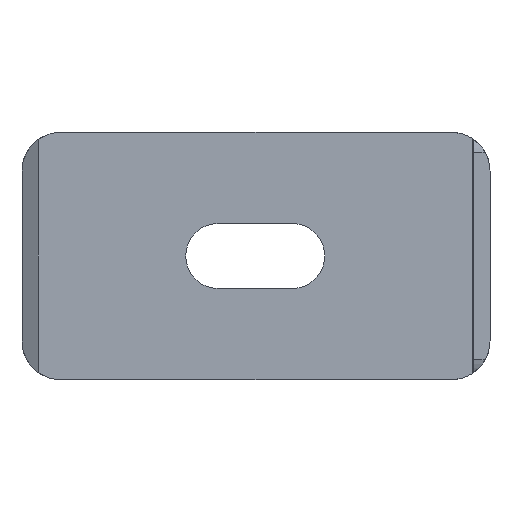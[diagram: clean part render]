
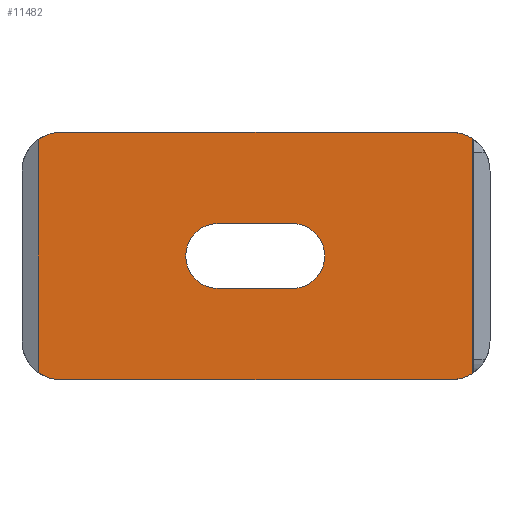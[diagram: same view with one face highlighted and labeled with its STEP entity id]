
A CAD part, front view. The second image highlights one B-rep face of the part: STEP entity #11482.
In plain terms, the highlighted planar face has unit normal (0, -1, 0).
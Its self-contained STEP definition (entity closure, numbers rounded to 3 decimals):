
#641=CARTESIAN_POINT('',(-2.4,0.,0.));
#642=DIRECTION('',(0.,1.,0.));
#643=DIRECTION('',(0.,0.,-1.));
#644=AXIS2_PLACEMENT_3D('',#641,#642,#643);
#680=DIRECTION('',(1.,0.,0.));
#681=VECTOR('',#680,4.8);
#682=CARTESIAN_POINT('',(-2.4,0.,-2.1));
#683=LINE('',#682,#681);
#684=CARTESIAN_POINT('',(2.4,0.,0.));
#685=DIRECTION('',(0.,-1.,0.));
#686=DIRECTION('',(0.,0.,-1.));
#687=AXIS2_PLACEMENT_3D('',#684,#685,#686);
#689=DIRECTION('',(-1.,0.,0.));
#690=VECTOR('',#689,4.8);
#691=CARTESIAN_POINT('',(2.4,0.,2.1));
#692=LINE('',#691,#690);
#693=CARTESIAN_POINT('',(-12.6,0.,-5.5));
#694=DIRECTION('',(0.,-1.,0.));
#695=DIRECTION('',(-0.58,0.,-0.815));
#696=AXIS2_PLACEMENT_3D('',#693,#694,#695);
#698=CARTESIAN_POINT('',(-12.6,0.,5.5));
#699=DIRECTION('',(0.,-1.,0.));
#700=DIRECTION('',(0.,0.,1.));
#701=AXIS2_PLACEMENT_3D('',#698,#699,#700);
#703=CARTESIAN_POINT('',(12.7,0.,5.5));
#704=DIRECTION('',(0.,-1.,0.));
#705=DIRECTION('',(0.54,0.,0.842));
#706=AXIS2_PLACEMENT_3D('',#703,#704,#705);
#708=DIRECTION('',(0.,0.,1.));
#709=VECTOR('',#708,15.208);
#710=CARTESIAN_POINT('',(14.05,0.,-7.604));
#711=LINE('',#710,#709);
#712=CARTESIAN_POINT('',(12.7,0.,-5.5));
#713=DIRECTION('',(0.,-1.,0.));
#714=DIRECTION('',(0.,0.,-1.));
#715=AXIS2_PLACEMENT_3D('',#712,#713,#714);
#717=DIRECTION('',(1.,0.,0.));
#718=VECTOR('',#717,25.3);
#719=CARTESIAN_POINT('',(-12.6,0.,-8.));
#720=LINE('',#719,#718);
#4691=DIRECTION('',(-1.,0.,0.));
#4692=VECTOR('',#4691,25.3);
#4693=CARTESIAN_POINT('',(12.7,0.,8.));
#4694=LINE('',#4693,#4692);
#4695=DIRECTION('',(0.,0.,1.));
#4696=VECTOR('',#4695,15.073);
#4697=CARTESIAN_POINT('',(-14.05,0.,-7.537));
#4698=LINE('',#4697,#4696);
#8268=CARTESIAN_POINT('',(12.7,0.,-8.));
#8270=VERTEX_POINT('',#8268);
#8272=CARTESIAN_POINT('',(14.05,0.,-7.604));
#8273=VERTEX_POINT('',#8272);
#8276=CARTESIAN_POINT('',(14.05,0.,7.604));
#8278=VERTEX_POINT('',#8276);
#8280=CARTESIAN_POINT('',(12.7,0.,8.));
#8281=VERTEX_POINT('',#8280);
#8752=CARTESIAN_POINT('',(-12.6,0.,8.));
#8754=VERTEX_POINT('',#8752);
#8756=CARTESIAN_POINT('',(-14.05,0.,7.537));
#8757=VERTEX_POINT('',#8756);
#8764=CARTESIAN_POINT('',(-14.05,0.,-7.537));
#8765=VERTEX_POINT('',#8764);
#8768=CARTESIAN_POINT('',(-12.6,0.,-8.));
#8769=VERTEX_POINT('',#8768);
#9786=CARTESIAN_POINT('',(-2.4,0.,-2.1));
#9787=CARTESIAN_POINT('',(2.4,0.,-2.1));
#9788=VERTEX_POINT('',#9786);
#9789=VERTEX_POINT('',#9787);
#9790=CARTESIAN_POINT('',(2.4,0.,2.1));
#9791=CARTESIAN_POINT('',(-2.4,0.,2.1));
#9792=VERTEX_POINT('',#9790);
#9793=VERTEX_POINT('',#9791);
#11453=CARTESIAN_POINT('',(-27.551,0.,0.));
#11454=DIRECTION('',(0.,-1.,0.));
#11455=DIRECTION('',(-1.,0.,0.));
#11456=AXIS2_PLACEMENT_3D('',#11453,#11454,#11455);
#11457=PLANE('',#11456);
#11459=ORIENTED_EDGE('',*,*,#11458,.F.);
#11461=ORIENTED_EDGE('',*,*,#11460,.F.);
#11463=ORIENTED_EDGE('',*,*,#11462,.T.);
#11465=ORIENTED_EDGE('',*,*,#11464,.F.);
#11467=ORIENTED_EDGE('',*,*,#11466,.F.);
#11469=ORIENTED_EDGE('',*,*,#11468,.F.);
#11471=ORIENTED_EDGE('',*,*,#11470,.F.);
#11473=ORIENTED_EDGE('',*,*,#11472,.F.);
#11474=EDGE_LOOP('',(#11459,#11461,#11463,#11465,#11467,#11469,#11471,#11473));
#11475=FACE_OUTER_BOUND('',#11474,.F.);
#11476=ORIENTED_EDGE('',*,*,#11419,.T.);
#11477=ORIENTED_EDGE('',*,*,#11433,.T.);
#11478=ORIENTED_EDGE('',*,*,#11446,.T.);
#11479=ORIENTED_EDGE('',*,*,#11404,.F.);
#11480=EDGE_LOOP('',(#11476,#11477,#11478,#11479));
#11481=FACE_BOUND('',#11480,.F.);
#11482=ADVANCED_FACE('',(#11475,#11481),#11457,.T.);
#645=CIRCLE('',#644,2.1);
#688=CIRCLE('',#687,2.1);
#697=CIRCLE('',#696,2.5);
#702=CIRCLE('',#701,2.5);
#707=CIRCLE('',#706,2.5);
#716=CIRCLE('',#715,2.5);
#11404=EDGE_CURVE('',#9788,#9793,#645,.T.);
#11419=EDGE_CURVE('',#9788,#9789,#683,.T.);
#11433=EDGE_CURVE('',#9789,#9792,#688,.T.);
#11446=EDGE_CURVE('',#9792,#9793,#692,.T.);
#11458=EDGE_CURVE('',#8769,#8270,#720,.T.);
#11460=EDGE_CURVE('',#8765,#8769,#697,.T.);
#11462=EDGE_CURVE('',#8765,#8757,#4698,.T.);
#11464=EDGE_CURVE('',#8754,#8757,#702,.T.);
#11466=EDGE_CURVE('',#8281,#8754,#4694,.T.);
#11468=EDGE_CURVE('',#8278,#8281,#707,.T.);
#11470=EDGE_CURVE('',#8273,#8278,#711,.T.);
#11472=EDGE_CURVE('',#8270,#8273,#716,.T.);
